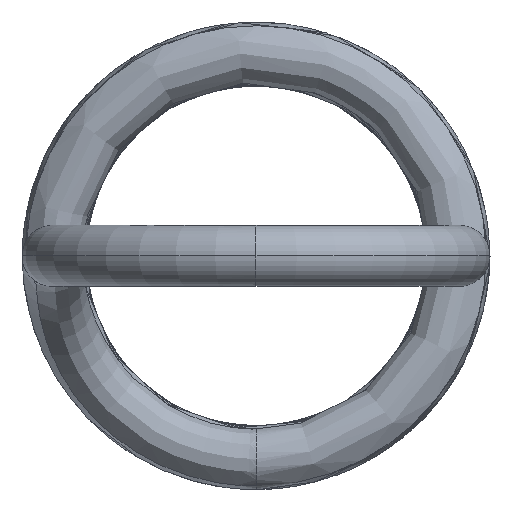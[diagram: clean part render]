
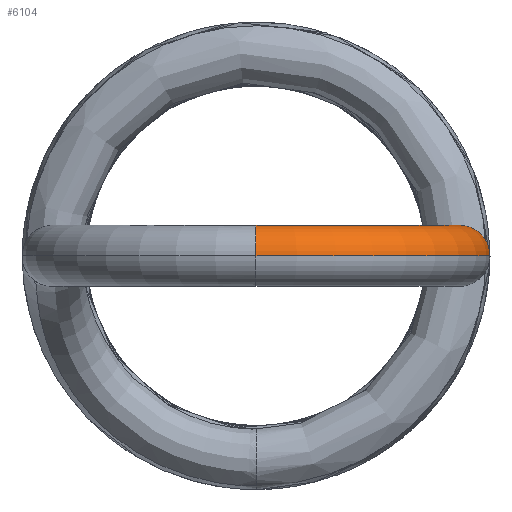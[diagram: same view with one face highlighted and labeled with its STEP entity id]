
A CAD part, left-side view. The second image highlights one B-rep face of the part: STEP entity #6104.
In plain terms, the highlighted toroidal (fillet/blend) face has major radius 30 mm and minor radius 4.5 mm.
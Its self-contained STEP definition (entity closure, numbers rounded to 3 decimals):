
#96 = CIRCLE ( 'NONE', #581, 25.5 ) ;
#202 = CIRCLE ( 'NONE', #3621, 4.5 ) ;
#208 = AXIS2_PLACEMENT_3D ( 'NONE', #5961, #6100, #5471 ) ;
#373 = CARTESIAN_POINT ( 'NONE',  ( 30., 0., 0. ) ) ;
#428 = CARTESIAN_POINT ( 'NONE',  ( 30., 0., 0. ) ) ;
#554 = CIRCLE ( 'NONE', #4668, 34.5 ) ;
#581 = AXIS2_PLACEMENT_3D ( 'NONE', #428, #2670, #2153 ) ;
#712 = TOROIDAL_SURFACE ( 'NONE', #1645, 30., 4.5 ) ;
#1033 = DIRECTION ( 'NONE',  ( 0., 0., -1. ) ) ;
#1088 = VERTEX_POINT ( 'NONE', #7100 ) ;
#1098 = CARTESIAN_POINT ( 'NONE',  ( 55.981, -15., 0. ) ) ;
#1521 = ORIENTED_EDGE ( 'NONE', *, *, #3637, .T. ) ;
#1645 = AXIS2_PLACEMENT_3D ( 'NONE', #5433, #3717, #7198 ) ;
#1968 = CIRCLE ( 'NONE', #208, 4.5 ) ;
#2095 = DIRECTION ( 'NONE',  ( -1., 0., 0. ) ) ;
#2151 = ORIENTED_EDGE ( 'NONE', *, *, #2823, .T. ) ;
#2153 = DIRECTION ( 'NONE',  ( -1., 0., 0. ) ) ;
#2589 = VERTEX_POINT ( 'NONE', #3686 ) ;
#2670 = DIRECTION ( 'NONE',  ( 0., 0., -1. ) ) ;
#2823 = EDGE_CURVE ( 'NONE', #2589, #3782, #1968, .T. ) ;
#3488 = CARTESIAN_POINT ( 'NONE',  ( -4.5, 0., 0. ) ) ;
#3621 = AXIS2_PLACEMENT_3D ( 'NONE', #1098, #6172, #4522 ) ;
#3637 = EDGE_CURVE ( 'NONE', #5806, #1088, #202, .T. ) ;
#3686 = CARTESIAN_POINT ( 'NONE',  ( 4.5, 0., 0. ) ) ;
#3717 = DIRECTION ( 'NONE',  ( 0., 0., -1. ) ) ;
#3782 = VERTEX_POINT ( 'NONE', #3488 ) ;
#4522 = DIRECTION ( 'NONE',  ( -0.455, 0.262, 0.851 ) ) ;
#4668 = AXIS2_PLACEMENT_3D ( 'NONE', #373, #1033, #2095 ) ;
#4810 = EDGE_CURVE ( 'NONE', #5806, #3782, #554, .T. ) ;
#5433 = CARTESIAN_POINT ( 'NONE',  ( 30., 0., 0. ) ) ;
#5471 = DIRECTION ( 'NONE',  ( 0., 0., -1. ) ) ;
#5498 = ORIENTED_EDGE ( 'NONE', *, *, #4810, .F. ) ;
#5806 = VERTEX_POINT ( 'NONE', #6396 ) ;
#5961 = CARTESIAN_POINT ( 'NONE',  ( 0., 0., 0. ) ) ;
#6100 = DIRECTION ( 'NONE',  ( 0., -1., 0. ) ) ;
#6104 = ADVANCED_FACE ( 'NONE', ( #6648 ), #712, .T. ) ;
#6172 = DIRECTION ( 'NONE',  ( -0.5, -0.866, 0. ) ) ;
#6396 = CARTESIAN_POINT ( 'NONE',  ( 59.878, -17.25, 0. ) ) ;
#6648 = FACE_OUTER_BOUND ( 'NONE', #7223, .T. ) ;
#7093 = EDGE_CURVE ( 'NONE', #1088, #2589, #96, .T. ) ;
#7100 = CARTESIAN_POINT ( 'NONE',  ( 52.084, -12.75, 0. ) ) ;
#7198 = DIRECTION ( 'NONE',  ( -1., 0., 0. ) ) ;
#7223 = EDGE_LOOP ( 'NONE', ( #5498, #1521, #7230, #2151 ) ) ;
#7230 = ORIENTED_EDGE ( 'NONE', *, *, #7093, .T. ) ;
